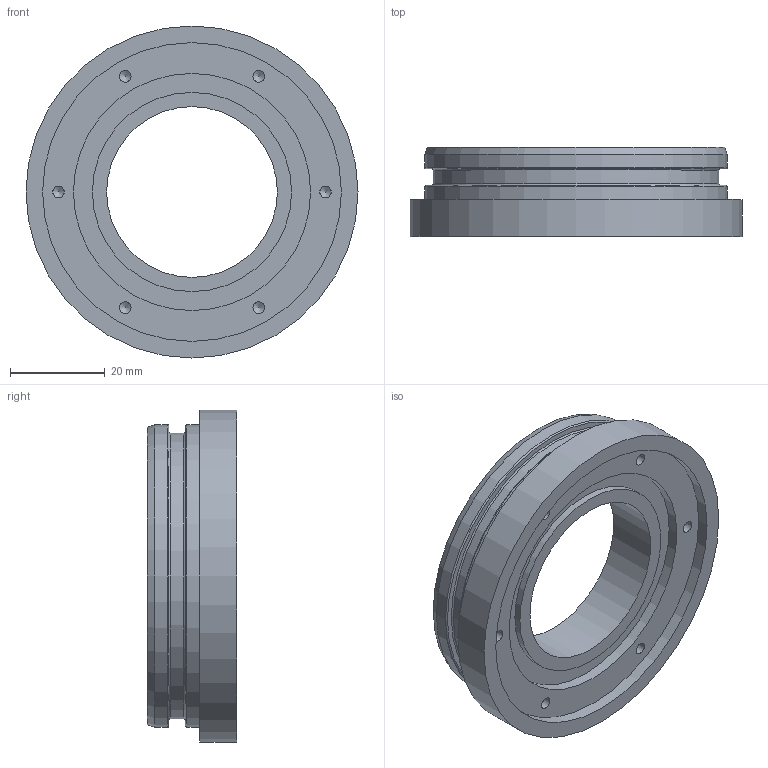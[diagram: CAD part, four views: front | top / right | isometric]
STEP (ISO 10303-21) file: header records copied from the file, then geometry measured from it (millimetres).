
FILE_DESCRIPTION(/* description */ (''),/* implementation_level */ '2;1');
FILE_NAME(/* name */ 'Deckel_unten_BFA_35_30_10.stp',/* time_stamp */ '2020-02-18T18:49:50-05:00',/* author */ ('rhoch'),/* organization */ (''),/* preprocessor_version */ 'ST-DEVELOPER v17',/* originating_system */ 'Autodesk Inventor 2018',/* authorisation */ '');
FILE_SCHEMA (('AUTOMOTIVE_DESIGN { 1 0 10303 214 3 1 1 }'));
Length unit declared in the file: millimetre
Products named in the file (1): Deckel_unten_BFA_35_30_10
Bounding box: 70 x 18.8 x 70 mm (x, y, z)
Volume: 31504.9 mm3; surface area: 13558.2 mm2
Topology: 1 solids, 1 shells, 41 faces, 123 edges, 91 vertices
Faces by surface type: cylinder 18, cone 10, plane 9, torus 4
Full cylindrical faces by diameter (mm): 2.459 x6, 2.5 x3, 36 x1, 42 x1, 50 x1, 55 x1, 60.3 x1, 63 x1, 63.8 x2, 70 x1
Entity records: 1484 total; most frequent: DIRECTION 284, CARTESIAN_POINT 247, ORIENTED_EDGE 228, AXIS2_PLACEMENT_3D 128, EDGE_CURVE 114, VERTEX_POINT 91, CIRCLE 86, EDGE_LOOP 59
